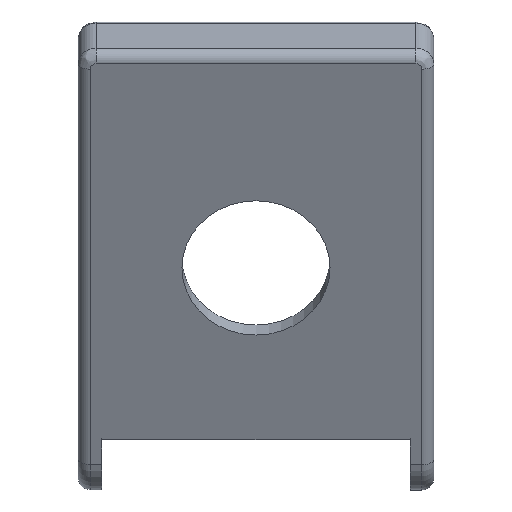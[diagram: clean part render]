
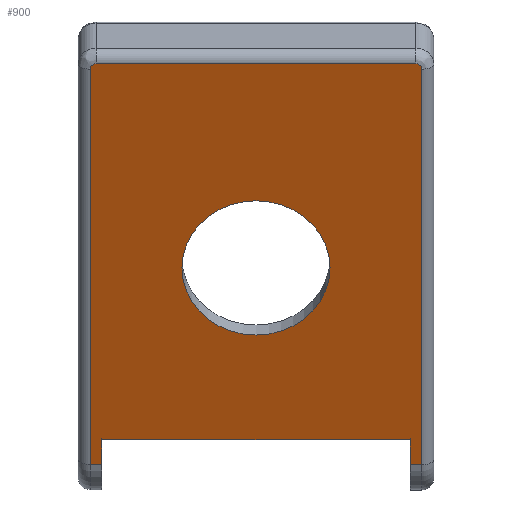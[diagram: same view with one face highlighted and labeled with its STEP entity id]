
A CAD part, left-side view. The second image highlights one B-rep face of the part: STEP entity #900.
In plain terms, the highlighted planar face has unit normal (-0.906, 0, -0.423).
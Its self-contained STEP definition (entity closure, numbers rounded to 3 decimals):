
#20=FACE_BOUND('',#220,.T.);
#69=CIRCLE('',#956,0.5);
#73=CIRCLE('',#961,0.5);
#104=CIRCLE('',#1010,6.25);
#155=FACE_OUTER_BOUND('',#219,.T.);
#219=EDGE_LOOP('',(#721,#722,#723,#724,#725,#726,#727,#728,#729,#730));
#220=EDGE_LOOP('',(#731));
#265=LINE('',#1370,#328);
#268=LINE('',#1398,#331);
#270=LINE('',#1418,#333);
#272=LINE('',#1438,#335);
#290=LINE('',#1544,#353);
#297=LINE('',#1569,#360);
#298=LINE('',#1572,#361);
#299=LINE('',#1574,#362);
#328=VECTOR('',#1070,10.);
#331=VECTOR('',#1085,10.);
#333=VECTOR('',#1097,10.);
#335=VECTOR('',#1109,10.);
#353=VECTOR('',#1187,3.7);
#360=VECTOR('',#1216,10.);
#361=VECTOR('',#1221,10.);
#362=VECTOR('',#1224,10.);
#391=VERTEX_POINT('',#1367);
#392=VERTEX_POINT('',#1369);
#396=VERTEX_POINT('',#1378);
#399=VERTEX_POINT('',#1396);
#401=VERTEX_POINT('',#1410);
#403=VERTEX_POINT('',#1416);
#405=VERTEX_POINT('',#1430);
#407=VERTEX_POINT('',#1436);
#435=VERTEX_POINT('',#1543);
#442=VERTEX_POINT('',#1568);
#444=VERTEX_POINT('',#1579);
#471=EDGE_CURVE('',#392,#391,#265,.T.);
#479=EDGE_CURVE('',#399,#396,#268,.T.);
#482=EDGE_CURVE('',#401,#399,#69,.T.);
#485=EDGE_CURVE('',#403,#401,#270,.T.);
#488=EDGE_CURVE('',#405,#403,#73,.T.);
#491=EDGE_CURVE('',#407,#405,#272,.T.);
#531=EDGE_CURVE('',#396,#435,#290,.T.);
#544=EDGE_CURVE('',#442,#392,#297,.T.);
#546=EDGE_CURVE('',#442,#407,#298,.T.);
#547=EDGE_CURVE('',#391,#435,#299,.T.);
#550=EDGE_CURVE('',#444,#444,#104,.T.);
#721=ORIENTED_EDGE('',*,*,#491,.F.);
#722=ORIENTED_EDGE('',*,*,#546,.F.);
#723=ORIENTED_EDGE('',*,*,#544,.T.);
#724=ORIENTED_EDGE('',*,*,#471,.T.);
#725=ORIENTED_EDGE('',*,*,#547,.T.);
#726=ORIENTED_EDGE('',*,*,#531,.F.);
#727=ORIENTED_EDGE('',*,*,#479,.F.);
#728=ORIENTED_EDGE('',*,*,#482,.F.);
#729=ORIENTED_EDGE('',*,*,#485,.F.);
#730=ORIENTED_EDGE('',*,*,#488,.F.);
#731=ORIENTED_EDGE('',*,*,#550,.T.);
#856=PLANE('',#1009);
#900=ADVANCED_FACE('',(#155,#20),#856,.T.);
#956=AXIS2_PLACEMENT_3D('',#1412,#1089,#1090);
#961=AXIS2_PLACEMENT_3D('',#1432,#1101,#1102);
#1009=AXIS2_PLACEMENT_3D('',#1578,#1227,#1228);
#1010=AXIS2_PLACEMENT_3D('',#1580,#1229,#1230);
#1070=DIRECTION('',(0.,-1.,0.));
#1085=DIRECTION('',(0.423,0.,-0.906));
#1089=DIRECTION('center_axis',(0.906,0.,0.423));
#1090=DIRECTION('ref_axis',(-0.299,-0.707,0.641));
#1097=DIRECTION('',(0.,-1.,0.));
#1101=DIRECTION('center_axis',(0.906,0.,0.423));
#1102=DIRECTION('ref_axis',(-0.299,0.707,0.641));
#1109=DIRECTION('',(-0.423,0.,0.906));
#1187=DIRECTION('',(0.,1.,0.));
#1216=DIRECTION('',(-0.423,0.,0.906));
#1221=DIRECTION('',(0.,1.,0.));
#1224=DIRECTION('',(0.423,0.,-0.906));
#1227=DIRECTION('center_axis',(-0.906,0.,-0.423));
#1228=DIRECTION('ref_axis',(-0.423,0.,0.906));
#1229=DIRECTION('center_axis',(0.906,0.,0.423));
#1230=DIRECTION('ref_axis',(0.,1.,0.));
#1367=CARTESIAN_POINT('',(-78.937,-13.,91.587));
#1369=CARTESIAN_POINT('',(-78.937,13.,91.587));
#1370=CARTESIAN_POINT('',(-78.937,-14.,91.587));
#1378=CARTESIAN_POINT('',(-77.956,-14.,89.483));
#1396=CARTESIAN_POINT('',(-93.517,-14.,122.855));
#1398=CARTESIAN_POINT('',(-68.834,-14.,69.921));
#1410=CARTESIAN_POINT('',(-93.729,-13.5,123.308));
#1412=CARTESIAN_POINT('Origin',(-93.517,-13.5,122.855));
#1416=CARTESIAN_POINT('',(-93.729,13.5,123.308));
#1418=CARTESIAN_POINT('',(-93.729,-15.,123.308));
#1430=CARTESIAN_POINT('',(-93.517,14.,122.855));
#1432=CARTESIAN_POINT('Origin',(-93.517,13.5,122.855));
#1436=CARTESIAN_POINT('',(-77.965,14.,89.503));
#1438=CARTESIAN_POINT('',(-68.834,14.,69.921));
#1543=CARTESIAN_POINT('',(-77.956,-13.,89.483));
#1544=CARTESIAN_POINT('',(-77.956,-7.5,89.483));
#1568=CARTESIAN_POINT('',(-77.965,13.,89.503));
#1569=CARTESIAN_POINT('',(-69.707,13.,71.794));
#1572=CARTESIAN_POINT('',(-77.965,-7.5,89.503));
#1574=CARTESIAN_POINT('',(-68.439,-13.,69.075));
#1578=CARTESIAN_POINT('Origin',(-60.477,-15.,52.));
#1579=CARTESIAN_POINT('',(-85.699,-6.25,106.088));
#1580=CARTESIAN_POINT('Origin',(-85.699,0.,106.088));
